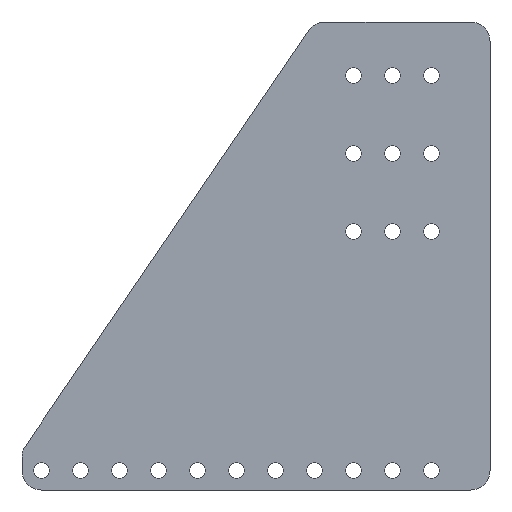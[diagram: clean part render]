
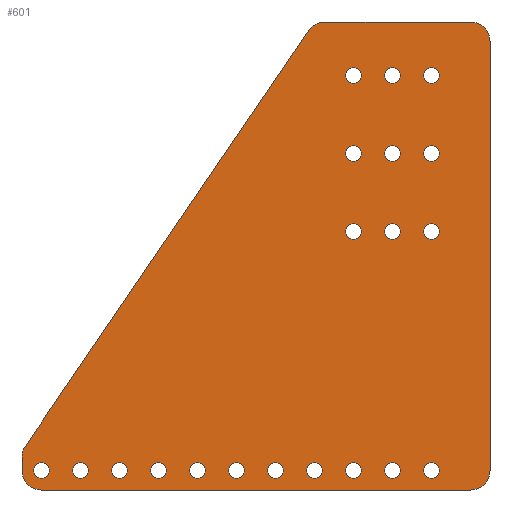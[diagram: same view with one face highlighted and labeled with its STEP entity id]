
A CAD part, left-side view. The second image highlights one B-rep face of the part: STEP entity #601.
In plain terms, the highlighted planar face has unit normal (-1, 0, 0).
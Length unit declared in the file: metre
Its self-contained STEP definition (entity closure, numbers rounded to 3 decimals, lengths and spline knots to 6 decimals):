
#45=CIRCLE('',#647,0.002553);
#46=CIRCLE('',#648,0.002553);
#47=CIRCLE('',#649,0.002553);
#48=CIRCLE('',#650,0.002553);
#49=CIRCLE('',#651,0.002553);
#50=CIRCLE('',#652,0.002553);
#51=CIRCLE('',#653,0.002553);
#52=CIRCLE('',#654,0.002553);
#53=CIRCLE('',#655,0.002553);
#54=CIRCLE('',#656,0.002553);
#55=CIRCLE('',#657,0.002553);
#56=CIRCLE('',#658,0.002553);
#57=CIRCLE('',#659,0.002553);
#58=CIRCLE('',#660,0.002553);
#59=CIRCLE('',#661,0.002553);
#60=CIRCLE('',#662,0.002553);
#61=CIRCLE('',#663,0.002553);
#62=CIRCLE('',#664,0.002553);
#63=CIRCLE('',#665,0.002553);
#64=CIRCLE('',#666,0.002553);
#65=CIRCLE('',#667,0.00635);
#66=CIRCLE('',#668,0.00635);
#67=CIRCLE('',#669,0.00635);
#68=CIRCLE('',#670,0.00635);
#69=CIRCLE('',#671,0.00635);
#115=ORIENTED_EDGE('',*,*,#255,.T.);
#116=ORIENTED_EDGE('',*,*,#256,.T.);
#117=ORIENTED_EDGE('',*,*,#257,.T.);
#118=ORIENTED_EDGE('',*,*,#258,.T.);
#119=ORIENTED_EDGE('',*,*,#259,.T.);
#120=ORIENTED_EDGE('',*,*,#260,.T.);
#121=ORIENTED_EDGE('',*,*,#261,.T.);
#122=ORIENTED_EDGE('',*,*,#262,.T.);
#123=ORIENTED_EDGE('',*,*,#263,.T.);
#124=ORIENTED_EDGE('',*,*,#264,.T.);
#125=ORIENTED_EDGE('',*,*,#265,.T.);
#126=ORIENTED_EDGE('',*,*,#266,.T.);
#127=ORIENTED_EDGE('',*,*,#267,.T.);
#128=ORIENTED_EDGE('',*,*,#268,.T.);
#129=ORIENTED_EDGE('',*,*,#269,.T.);
#130=ORIENTED_EDGE('',*,*,#270,.T.);
#131=ORIENTED_EDGE('',*,*,#271,.T.);
#132=ORIENTED_EDGE('',*,*,#272,.T.);
#133=ORIENTED_EDGE('',*,*,#273,.T.);
#134=ORIENTED_EDGE('',*,*,#274,.T.);
#135=ORIENTED_EDGE('',*,*,#241,.F.);
#136=ORIENTED_EDGE('',*,*,#275,.T.);
#137=ORIENTED_EDGE('',*,*,#235,.F.);
#138=ORIENTED_EDGE('',*,*,#276,.T.);
#139=ORIENTED_EDGE('',*,*,#251,.F.);
#140=ORIENTED_EDGE('',*,*,#277,.T.);
#141=ORIENTED_EDGE('',*,*,#249,.F.);
#142=ORIENTED_EDGE('',*,*,#278,.T.);
#143=ORIENTED_EDGE('',*,*,#245,.F.);
#144=ORIENTED_EDGE('',*,*,#279,.T.);
#235=EDGE_CURVE('',#305,#306,#365,.T.);
#241=EDGE_CURVE('',#311,#312,#371,.T.);
#245=EDGE_CURVE('',#315,#316,#375,.T.);
#249=EDGE_CURVE('',#319,#320,#379,.T.);
#251=EDGE_CURVE('',#321,#322,#381,.T.);
#255=EDGE_CURVE('',#325,#325,#45,.T.);
#256=EDGE_CURVE('',#326,#326,#46,.T.);
#257=EDGE_CURVE('',#327,#327,#47,.T.);
#258=EDGE_CURVE('',#328,#328,#48,.T.);
#259=EDGE_CURVE('',#329,#329,#49,.T.);
#260=EDGE_CURVE('',#330,#330,#50,.T.);
#261=EDGE_CURVE('',#331,#331,#51,.T.);
#262=EDGE_CURVE('',#332,#332,#52,.T.);
#263=EDGE_CURVE('',#333,#333,#53,.T.);
#264=EDGE_CURVE('',#334,#334,#54,.T.);
#265=EDGE_CURVE('',#335,#335,#55,.T.);
#266=EDGE_CURVE('',#336,#336,#56,.T.);
#267=EDGE_CURVE('',#337,#337,#57,.T.);
#268=EDGE_CURVE('',#338,#338,#58,.T.);
#269=EDGE_CURVE('',#339,#339,#59,.T.);
#270=EDGE_CURVE('',#340,#340,#60,.T.);
#271=EDGE_CURVE('',#341,#341,#61,.T.);
#272=EDGE_CURVE('',#342,#342,#62,.T.);
#273=EDGE_CURVE('',#343,#343,#63,.T.);
#274=EDGE_CURVE('',#344,#344,#64,.T.);
#275=EDGE_CURVE('',#311,#306,#65,.F.);
#276=EDGE_CURVE('',#305,#322,#66,.F.);
#277=EDGE_CURVE('',#321,#320,#67,.F.);
#278=EDGE_CURVE('',#319,#316,#68,.F.);
#279=EDGE_CURVE('',#315,#312,#69,.F.);
#305=VERTEX_POINT('',#912);
#306=VERTEX_POINT('',#913);
#311=VERTEX_POINT('',#924);
#312=VERTEX_POINT('',#926);
#315=VERTEX_POINT('',#933);
#316=VERTEX_POINT('',#935);
#319=VERTEX_POINT('',#942);
#320=VERTEX_POINT('',#944);
#321=VERTEX_POINT('',#948);
#322=VERTEX_POINT('',#949);
#325=VERTEX_POINT('',#957);
#326=VERTEX_POINT('',#959);
#327=VERTEX_POINT('',#961);
#328=VERTEX_POINT('',#963);
#329=VERTEX_POINT('',#965);
#330=VERTEX_POINT('',#967);
#331=VERTEX_POINT('',#969);
#332=VERTEX_POINT('',#971);
#333=VERTEX_POINT('',#973);
#334=VERTEX_POINT('',#975);
#335=VERTEX_POINT('',#977);
#336=VERTEX_POINT('',#979);
#337=VERTEX_POINT('',#981);
#338=VERTEX_POINT('',#983);
#339=VERTEX_POINT('',#985);
#340=VERTEX_POINT('',#987);
#341=VERTEX_POINT('',#989);
#342=VERTEX_POINT('',#991);
#343=VERTEX_POINT('',#993);
#344=VERTEX_POINT('',#995);
#365=LINE('',#911,#385);
#371=LINE('',#925,#391);
#375=LINE('',#934,#395);
#379=LINE('',#943,#399);
#381=LINE('',#947,#401);
#385=VECTOR('',#727,1.);
#391=VECTOR('',#735,1.);
#395=VECTOR('',#741,1.);
#399=VECTOR('',#747,1.);
#401=VECTOR('',#751,1.);
#410=EDGE_LOOP('',(#115));
#411=EDGE_LOOP('',(#116));
#412=EDGE_LOOP('',(#117));
#413=EDGE_LOOP('',(#118));
#414=EDGE_LOOP('',(#119));
#415=EDGE_LOOP('',(#120));
#416=EDGE_LOOP('',(#121));
#417=EDGE_LOOP('',(#122));
#418=EDGE_LOOP('',(#123));
#419=EDGE_LOOP('',(#124));
#420=EDGE_LOOP('',(#125));
#421=EDGE_LOOP('',(#126));
#422=EDGE_LOOP('',(#127));
#423=EDGE_LOOP('',(#128));
#424=EDGE_LOOP('',(#129));
#425=EDGE_LOOP('',(#130));
#426=EDGE_LOOP('',(#131));
#427=EDGE_LOOP('',(#132));
#428=EDGE_LOOP('',(#133));
#429=EDGE_LOOP('',(#134));
#430=EDGE_LOOP('',(#135,#136,#137,#138,#139,#140,#141,#142,#143,#144));
#502=FACE_BOUND('',#410,.T.);
#503=FACE_BOUND('',#411,.T.);
#504=FACE_BOUND('',#412,.T.);
#505=FACE_BOUND('',#413,.T.);
#506=FACE_BOUND('',#414,.T.);
#507=FACE_BOUND('',#415,.T.);
#508=FACE_BOUND('',#416,.T.);
#509=FACE_BOUND('',#417,.T.);
#510=FACE_BOUND('',#418,.T.);
#511=FACE_BOUND('',#419,.T.);
#512=FACE_BOUND('',#420,.T.);
#513=FACE_BOUND('',#421,.T.);
#514=FACE_BOUND('',#422,.T.);
#515=FACE_BOUND('',#423,.T.);
#516=FACE_BOUND('',#424,.T.);
#517=FACE_BOUND('',#425,.T.);
#518=FACE_BOUND('',#426,.T.);
#519=FACE_BOUND('',#427,.T.);
#520=FACE_BOUND('',#428,.T.);
#521=FACE_BOUND('',#429,.T.);
#522=FACE_BOUND('',#430,.T.);
#594=PLANE('',#646);
#601=ADVANCED_FACE('',(#502,#503,#504,#505,#506,#507,#508,#509,#510,#511,
#512,#513,#514,#515,#516,#517,#518,#519,#520,#521,#522),#594,.F.);
#646=AXIS2_PLACEMENT_3D('',#955,#755,#756);
#647=AXIS2_PLACEMENT_3D('',#956,#757,#758);
#648=AXIS2_PLACEMENT_3D('',#958,#759,#760);
#649=AXIS2_PLACEMENT_3D('',#960,#761,#762);
#650=AXIS2_PLACEMENT_3D('',#962,#763,#764);
#651=AXIS2_PLACEMENT_3D('',#964,#765,#766);
#652=AXIS2_PLACEMENT_3D('',#966,#767,#768);
#653=AXIS2_PLACEMENT_3D('',#968,#769,#770);
#654=AXIS2_PLACEMENT_3D('',#970,#771,#772);
#655=AXIS2_PLACEMENT_3D('',#972,#773,#774);
#656=AXIS2_PLACEMENT_3D('',#974,#775,#776);
#657=AXIS2_PLACEMENT_3D('',#976,#777,#778);
#658=AXIS2_PLACEMENT_3D('',#978,#779,#780);
#659=AXIS2_PLACEMENT_3D('',#980,#781,#782);
#660=AXIS2_PLACEMENT_3D('',#982,#783,#784);
#661=AXIS2_PLACEMENT_3D('',#984,#785,#786);
#662=AXIS2_PLACEMENT_3D('',#986,#787,#788);
#663=AXIS2_PLACEMENT_3D('',#988,#789,#790);
#664=AXIS2_PLACEMENT_3D('',#990,#791,#792);
#665=AXIS2_PLACEMENT_3D('',#992,#793,#794);
#666=AXIS2_PLACEMENT_3D('',#994,#795,#796);
#667=AXIS2_PLACEMENT_3D('',#996,#797,#798);
#668=AXIS2_PLACEMENT_3D('',#997,#799,#800);
#669=AXIS2_PLACEMENT_3D('',#998,#801,#802);
#670=AXIS2_PLACEMENT_3D('',#999,#803,#804);
#671=AXIS2_PLACEMENT_3D('',#1000,#805,#806);
#727=DIRECTION('',(0.,1.,0.));
#735=DIRECTION('',(0.,0.,1.));
#741=DIRECTION('',(0.,-0.563,0.826));
#747=DIRECTION('',(0.,-1.,0.));
#751=DIRECTION('',(0.,0.,-1.));
#755=DIRECTION('',(1.,0.,0.));
#756=DIRECTION('',(0.,1.,0.));
#757=DIRECTION('',(1.,0.,0.));
#758=DIRECTION('',(0.,0.,-1.));
#759=DIRECTION('',(1.,0.,0.));
#760=DIRECTION('',(0.,0.,-1.));
#761=DIRECTION('',(1.,0.,0.));
#762=DIRECTION('',(0.,0.,-1.));
#763=DIRECTION('',(1.,0.,0.));
#764=DIRECTION('',(0.,0.,-1.));
#765=DIRECTION('',(1.,0.,0.));
#766=DIRECTION('',(0.,0.,-1.));
#767=DIRECTION('',(1.,0.,0.));
#768=DIRECTION('',(0.,0.,-1.));
#769=DIRECTION('',(1.,0.,0.));
#770=DIRECTION('',(0.,0.,-1.));
#771=DIRECTION('',(1.,0.,0.));
#772=DIRECTION('',(0.,0.,-1.));
#773=DIRECTION('',(1.,0.,0.));
#774=DIRECTION('',(0.,0.,-1.));
#775=DIRECTION('',(1.,0.,0.));
#776=DIRECTION('',(0.,0.,-1.));
#777=DIRECTION('',(1.,0.,0.));
#778=DIRECTION('',(0.,0.,-1.));
#779=DIRECTION('',(1.,0.,0.));
#780=DIRECTION('',(0.,0.,-1.));
#781=DIRECTION('',(1.,0.,0.));
#782=DIRECTION('',(0.,0.,-1.));
#783=DIRECTION('',(1.,0.,0.));
#784=DIRECTION('',(0.,0.,-1.));
#785=DIRECTION('',(1.,0.,0.));
#786=DIRECTION('',(0.,0.,-1.));
#787=DIRECTION('',(1.,0.,0.));
#788=DIRECTION('',(0.,0.,-1.));
#789=DIRECTION('',(1.,0.,0.));
#790=DIRECTION('',(0.,0.,-1.));
#791=DIRECTION('',(1.,0.,0.));
#792=DIRECTION('',(0.,0.,-1.));
#793=DIRECTION('',(1.,0.,0.));
#794=DIRECTION('',(0.,0.,-1.));
#795=DIRECTION('',(1.,0.,0.));
#796=DIRECTION('',(0.,0.,-1.));
#797=DIRECTION('',(1.,0.,0.));
#798=DIRECTION('',(0.,0.,-1.));
#799=DIRECTION('',(1.,0.,0.));
#800=DIRECTION('',(0.,0.,-1.));
#801=DIRECTION('',(1.,0.,0.));
#802=DIRECTION('',(0.,0.,-1.));
#803=DIRECTION('',(1.,0.,0.));
#804=DIRECTION('',(0.,0.,-1.));
#805=DIRECTION('',(1.,0.,0.));
#806=DIRECTION('',(0.,0.,-1.));
#911=CARTESIAN_POINT('',(-0.00635,-0.29845,0.100013));
#912=CARTESIAN_POINT('',(-0.00635,-0.3683,0.100013));
#913=CARTESIAN_POINT('',(-0.00635,-0.2286,0.100013));
#924=CARTESIAN_POINT('',(-0.00635,-0.22225,0.106363));
#925=CARTESIAN_POINT('',(-0.00635,-0.22225,0.106363));
#926=CARTESIAN_POINT('',(-0.00635,-0.22225,0.110754));
#933=CARTESIAN_POINT('',(-0.00635,-0.223353,0.114331));
#934=CARTESIAN_POINT('',(-0.00635,-0.269875,0.182563));
#935=CARTESIAN_POINT('',(-0.00635,-0.315609,0.24964));
#942=CARTESIAN_POINT('',(-0.00635,-0.320856,0.252413));
#943=CARTESIAN_POINT('',(-0.00635,-0.346075,0.252413));
#944=CARTESIAN_POINT('',(-0.00635,-0.3683,0.252413));
#947=CARTESIAN_POINT('',(-0.00635,-0.37465,0.176213));
#948=CARTESIAN_POINT('',(-0.00635,-0.37465,0.246063));
#949=CARTESIAN_POINT('',(-0.00635,-0.37465,0.106363));
#955=CARTESIAN_POINT('',(-0.00635,0.,0.176213));
#956=CARTESIAN_POINT('',(-0.00635,-0.2286,0.106363));
#957=CARTESIAN_POINT('',(-0.00635,-0.2286,0.10381));
#958=CARTESIAN_POINT('',(-0.00635,-0.2413,0.106363));
#959=CARTESIAN_POINT('',(-0.00635,-0.2413,0.10381));
#960=CARTESIAN_POINT('',(-0.00635,-0.254,0.106363));
#961=CARTESIAN_POINT('',(-0.00635,-0.254,0.10381));
#962=CARTESIAN_POINT('',(-0.00635,-0.2667,0.106363));
#963=CARTESIAN_POINT('',(-0.00635,-0.2667,0.10381));
#964=CARTESIAN_POINT('',(-0.00635,-0.2794,0.106363));
#965=CARTESIAN_POINT('',(-0.00635,-0.2794,0.10381));
#966=CARTESIAN_POINT('',(-0.00635,-0.2921,0.106363));
#967=CARTESIAN_POINT('',(-0.00635,-0.2921,0.10381));
#968=CARTESIAN_POINT('',(-0.00635,-0.3048,0.106363));
#969=CARTESIAN_POINT('',(-0.00635,-0.3048,0.10381));
#970=CARTESIAN_POINT('',(-0.00635,-0.3175,0.106363));
#971=CARTESIAN_POINT('',(-0.00635,-0.3175,0.10381));
#972=CARTESIAN_POINT('',(-0.00635,-0.3302,0.106363));
#973=CARTESIAN_POINT('',(-0.00635,-0.3302,0.10381));
#974=CARTESIAN_POINT('',(-0.00635,-0.3429,0.106363));
#975=CARTESIAN_POINT('',(-0.00635,-0.3429,0.10381));
#976=CARTESIAN_POINT('',(-0.00635,-0.3556,0.106363));
#977=CARTESIAN_POINT('',(-0.00635,-0.3556,0.10381));
#978=CARTESIAN_POINT('',(-0.00635,-0.3429,0.23495));
#979=CARTESIAN_POINT('',(-0.00635,-0.3429,0.232397));
#980=CARTESIAN_POINT('',(-0.00635,-0.3302,0.23495));
#981=CARTESIAN_POINT('',(-0.00635,-0.3302,0.232397));
#982=CARTESIAN_POINT('',(-0.00635,-0.3302,0.20955));
#983=CARTESIAN_POINT('',(-0.00635,-0.3302,0.206997));
#984=CARTESIAN_POINT('',(-0.00635,-0.3429,0.20955));
#985=CARTESIAN_POINT('',(-0.00635,-0.3429,0.206997));
#986=CARTESIAN_POINT('',(-0.00635,-0.3556,0.20955));
#987=CARTESIAN_POINT('',(-0.00635,-0.3556,0.206997));
#988=CARTESIAN_POINT('',(-0.00635,-0.3556,0.18415));
#989=CARTESIAN_POINT('',(-0.00635,-0.3556,0.181597));
#990=CARTESIAN_POINT('',(-0.00635,-0.3429,0.18415));
#991=CARTESIAN_POINT('',(-0.00635,-0.3429,0.181597));
#992=CARTESIAN_POINT('',(-0.00635,-0.3302,0.18415));
#993=CARTESIAN_POINT('',(-0.00635,-0.3302,0.181597));
#994=CARTESIAN_POINT('',(-0.00635,-0.3556,0.23495));
#995=CARTESIAN_POINT('',(-0.00635,-0.3556,0.232397));
#996=CARTESIAN_POINT('',(-0.00635,-0.2286,0.106363));
#997=CARTESIAN_POINT('',(-0.00635,-0.3683,0.106363));
#998=CARTESIAN_POINT('',(-0.00635,-0.3683,0.246063));
#999=CARTESIAN_POINT('',(-0.00635,-0.320856,0.246063));
#1000=CARTESIAN_POINT('',(-0.00635,-0.2286,0.110754));
